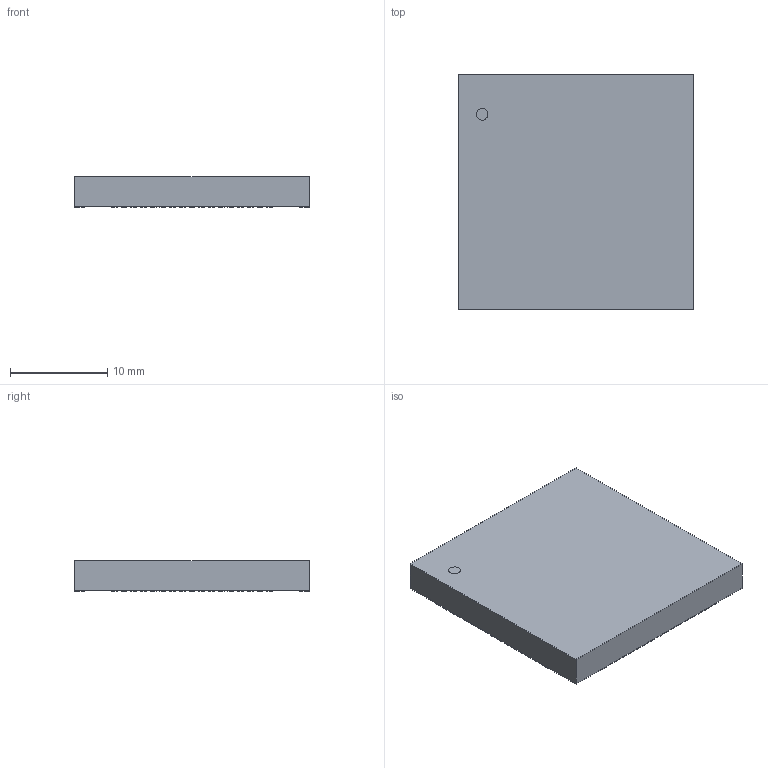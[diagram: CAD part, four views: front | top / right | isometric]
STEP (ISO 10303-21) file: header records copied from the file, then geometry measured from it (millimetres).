
FILE_DESCRIPTION(('STEP AP214'),'1');
FILE_NAME('SIM800A_SMM','2021-04-28T20:33:08',(''),(''),'','','');
FILE_SCHEMA(('AUTOMOTIVE_DESIGN'));
Length unit declared in the file: millimetre
Products named in the file (1): product
Bounding box: 24.16 x 24.16 x 3.15 mm (x, y, z)
Volume: 1810.4 mm3; surface area: 1562.1 mm2
Topology: 70 solids, 70 shells, 417 faces, 831 edges, 554 vertices
Faces by surface type: plane 416, cylinder 1
Full cylindrical faces by diameter (mm): 1.208 x1
Entity records: 10048 total; most frequent: DIRECTION 1670, ORIENTED_EDGE 1660, CARTESIAN_POINT 975, EDGE_CURVE 830, LINE 828, VECTOR 828, VERTEX_POINT 554, AXIS2_PLACEMENT_3D 421
